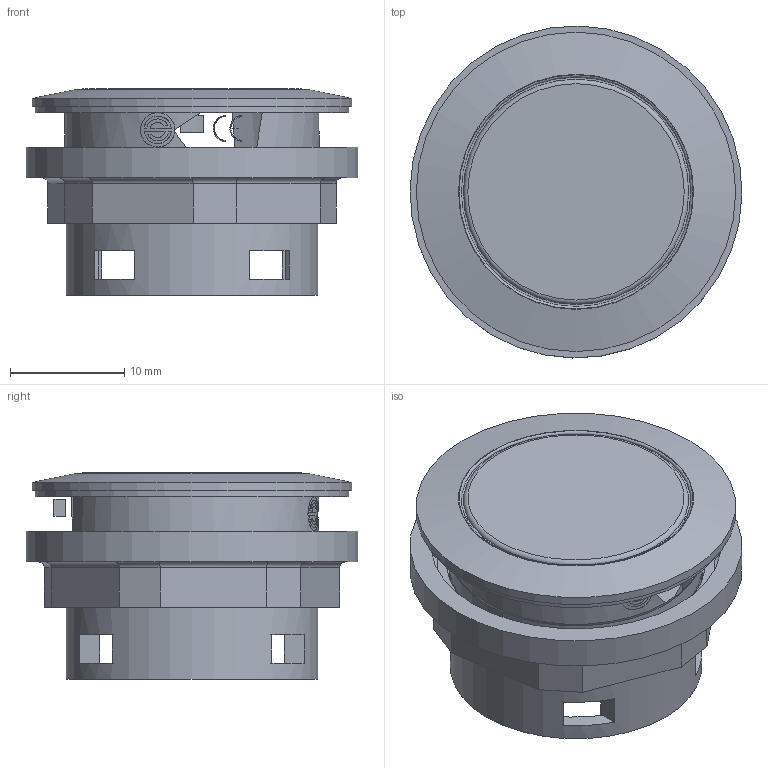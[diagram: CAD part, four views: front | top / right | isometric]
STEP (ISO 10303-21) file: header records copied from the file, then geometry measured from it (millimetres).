
FILE_DESCRIPTION(/* description */ (''),/* implementation_level */ '2;1');
FILE_NAME(/* name */ 'ST.stp',/* time_stamp */ '2016-09-12T07:31:50+02:00',/* author */ ('mharscher'),/* organization */ (''),/* preprocessor_version */ 'ST-DEVELOPER v15.2',/* originating_system */ 'Autodesk Inventor 2014',/* authorisation */ '');
FILE_SCHEMA (('CONFIG_CONTROL_DESIGN'));
Length unit declared in the file: centimetre
Products named in the file (1): ST+T22RR
Bounding box: 29 x 29 x 18.05 mm (x, y, z)
Volume: 5209.3 mm3; surface area: 4151.9 mm2
Topology: 1 solids, 1 shells, 141 faces, 358 edges, 230 vertices
Faces by surface type: plane 76, cylinder 50, cone 11, torus 4
Full cylindrical faces by diameter (mm): 12 x1, 18.7 x1, 20.05 x1, 22 x2, 22.085 x1, 22.2 x1, 22.6 x1, 25.35 x1, 27.4 x1, 27.9 x1, 29 x1
Entity records: 4607 total; most frequent: CARTESIAN_POINT 1295, DIRECTION 684, ORIENTED_EDGE 656, EDGE_CURVE 328, AXIS2_PLACEMENT_3D 250, VERTEX_POINT 221, LINE 184, VECTOR 184
